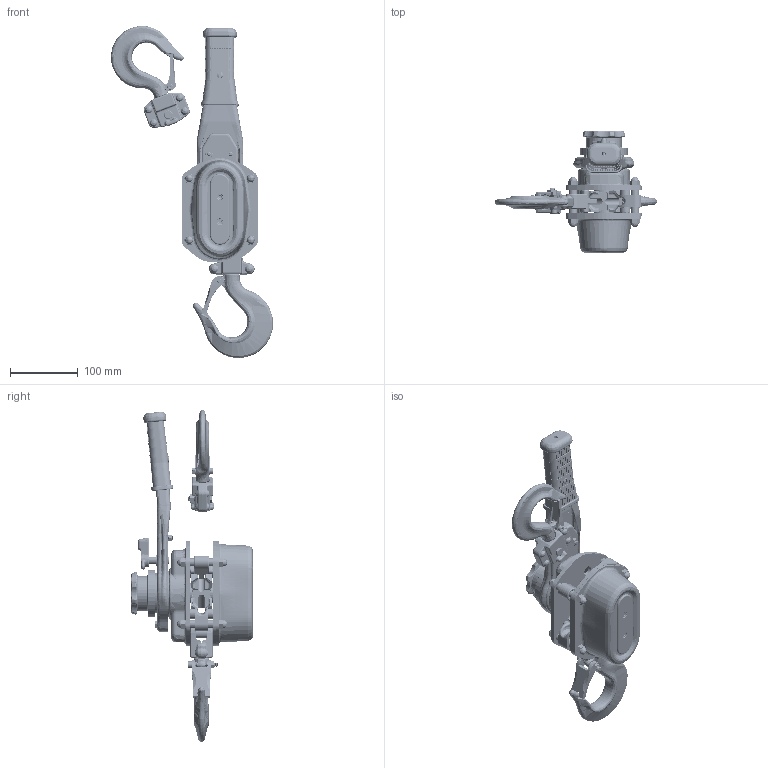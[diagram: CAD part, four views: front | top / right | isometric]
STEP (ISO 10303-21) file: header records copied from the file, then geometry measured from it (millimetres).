
FILE_DESCRIPTION((''),'2;1');
FILE_NAME('Fig.53-07 - 2,5t - 1.stp','2017-05-17T14:38:52',('goettelm'),(''),'Autodesk Inventor 2010','Autodesk Inventor 2010','');
FILE_SCHEMA(('AUTOMOTIVE_DESIGN { 1 0 10303 214 1 1 1 1 }'));
Length unit declared in the file: millimetre
Products named in the file (1): Fig.53-07 - 2,5t - 1
Bounding box: 239.31 x 179.89 x 490 mm (x, y, z)
Volume: 913718.4 mm3; surface area: 508319.2 mm2
Topology: 70 solids, 70 shells, 6949 faces, 18502 edges, 11717 vertices
Faces by surface type: bspline 3451, plane 1725, cylinder 1379, cone 392, torus 2
Full cylindrical faces by diameter (mm): 1 x2, 2 x1, 2.5 x1, 3 x2, 4 x6, 4.5 x1, 5 x32, 5.2 x3, 6 x32, 6.2 x1, 6.3 x8, 6.5 x2, 7 x6, 7.2 x4, 7.9 x4, 8.2 x8, 8.3 x12, 8.5 x5, 9 x4, 9.001 x1, 9.1 x2, 9.35 x1, 9.8 x1, 10 x3, 10.2 x1, 10.35 x1, 10.353 x1, 11 x10, 11.2 x3, 11.9 x4
Entity records: 474647 total; most frequent: CARTESIAN_POINT 319387, ORIENTED_EDGE 35690, DIRECTION 23469, EDGE_CURVE 17845, VERTEX_POINT 11520, AXIS2_PLACEMENT_3D 8844, EDGE_LOOP 7527, STYLED_ITEM 6955
